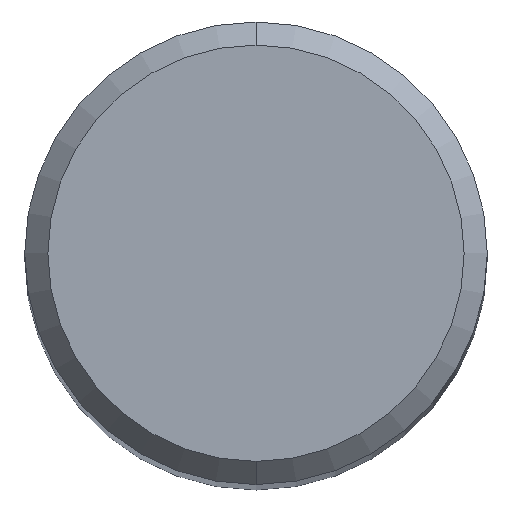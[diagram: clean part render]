
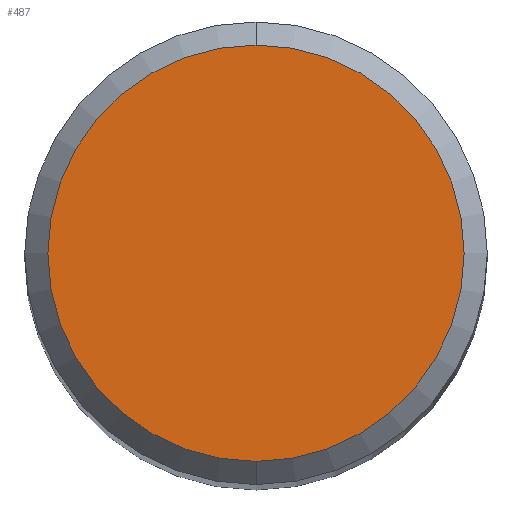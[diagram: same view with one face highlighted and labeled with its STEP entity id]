
A CAD part, top view. The second image highlights one B-rep face of the part: STEP entity #487.
In plain terms, the highlighted planar face has unit normal (0, 0, 1).
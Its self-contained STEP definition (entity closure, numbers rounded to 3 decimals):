
#427=VERTEX_POINT('',#1031);
#487=ADVANCED_FACE('',(#1099),#1100,.T.);
#581=VERTEX_POINT('',#1201);
#705=EDGE_CURVE('',#427,#581,#1336,.T.);
#765=EDGE_CURVE('',#581,#427,#1401,.T.);
#1031=CARTESIAN_POINT('',(0.0,3.6,0.0));
#1099=FACE_OUTER_BOUND('',#2229,.T.);
#1100=PLANE('',#2230);
#1201=CARTESIAN_POINT('',(0.,-3.6,0.0));
#1336=CIRCLE('',#4241,3.6);
#1401=CIRCLE('',#4465,3.6);
#2229=EDGE_LOOP('',(#7973,#7974));
#2230=AXIS2_PLACEMENT_3D('',#7975,#7976,#7977);
#4241=AXIS2_PLACEMENT_3D('',#8188,#8189,#8190);
#4465=AXIS2_PLACEMENT_3D('',#8254,#8255,#8256);
#7973=ORIENTED_EDGE('',*,*,#705,.F.);
#7974=ORIENTED_EDGE('',*,*,#765,.F.);
#7975=CARTESIAN_POINT('',(0.0,1.8,0.0));
#7976=DIRECTION('',(-0.0,0.0,1.0));
#7977=DIRECTION('',(0.0,-1.0,0.0));
#8188=CARTESIAN_POINT('',(0.0,0.0,0.0));
#8189=DIRECTION('',(0.0,0.0,-1.0));
#8190=DIRECTION('',(0.0,1.0,0.0));
#8254=CARTESIAN_POINT('',(0.0,0.0,0.0));
#8255=DIRECTION('',(0.0,0.0,-1.0));
#8256=DIRECTION('',(0.0,1.0,0.0));
